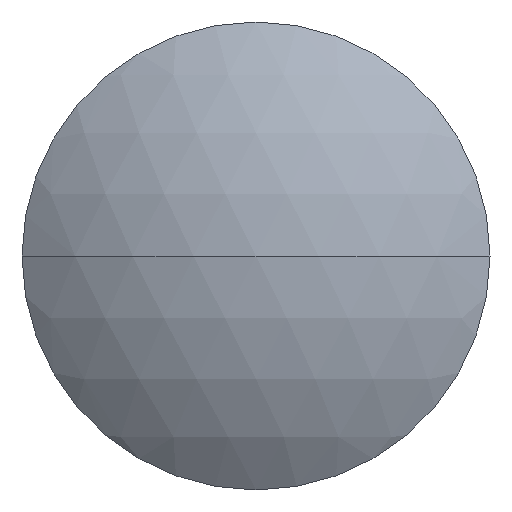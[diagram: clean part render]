
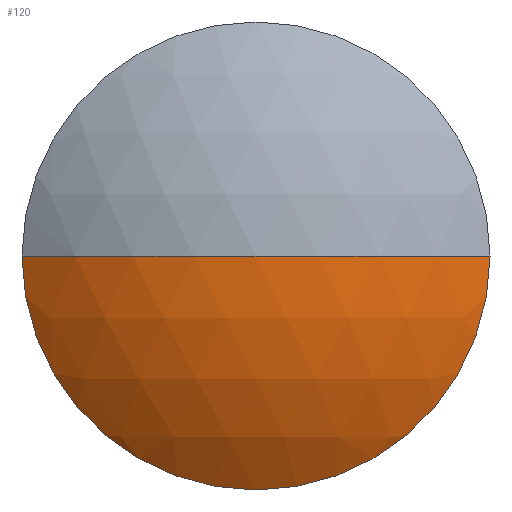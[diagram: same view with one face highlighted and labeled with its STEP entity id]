
A CAD part, left-side view. The second image highlights one B-rep face of the part: STEP entity #120.
In plain terms, the highlighted spherical face has radius 8.34 mm.
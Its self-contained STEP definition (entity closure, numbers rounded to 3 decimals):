
#12 = DIRECTION ( 'NONE',  ( 0., 0., 1. ) ) ;
#18 = CARTESIAN_POINT ( 'NONE',  ( 33.289, 19.14, 0. ) ) ;
#24 = DIRECTION ( 'NONE',  ( 0., 0., 1. ) ) ;
#37 = DIRECTION ( 'NONE',  ( 0., 1., 0. ) ) ;
#39 = EDGE_CURVE ( 'NONE', #313, #106, #89, .T. ) ;
#51 = DIRECTION ( 'NONE',  ( -1., 0., 0. ) ) ;
#52 = EDGE_CURVE ( 'NONE', #313, #228, #273, .T. ) ;
#66 = FACE_OUTER_BOUND ( 'NONE', #270, .T. ) ;
#68 = AXIS2_PLACEMENT_3D ( 'NONE', #314, #51, #24 ) ;
#72 = VERTEX_POINT ( 'NONE', #344 ) ;
#75 = DIRECTION ( 'NONE',  ( 0., 0., 1. ) ) ;
#89 = CIRCLE ( 'NONE', #68, 5. ) ;
#93 = AXIS2_PLACEMENT_3D ( 'NONE', #242, #75, #262 ) ;
#106 = VERTEX_POINT ( 'NONE', #224 ) ;
#115 = AXIS2_PLACEMENT_3D ( 'NONE', #151, #326, #235 ) ;
#120 = ADVANCED_FACE ( 'NONE', ( #66 ), #212, .T. ) ;
#143 = CIRCLE ( 'NONE', #265, 5. ) ;
#151 = CARTESIAN_POINT ( 'NONE',  ( 39.964, 19.14, 0. ) ) ;
#153 = CARTESIAN_POINT ( 'NONE',  ( 31.624, 19.14, 0. ) ) ;
#164 = CIRCLE ( 'NONE', #115, 8.34 ) ;
#167 = ORIENTED_EDGE ( 'NONE', *, *, #52, .F. ) ;
#177 = CARTESIAN_POINT ( 'NONE',  ( 39.964, 19.14, 0. ) ) ;
#178 = ORIENTED_EDGE ( 'NONE', *, *, #39, .T. ) ;
#183 = DIRECTION ( 'NONE',  ( -1., 0., 0. ) ) ;
#212 = SPHERICAL_SURFACE ( 'NONE', #323, 8.34 ) ;
#223 = CARTESIAN_POINT ( 'NONE',  ( 33.289, 24.14, 0. ) ) ;
#224 = CARTESIAN_POINT ( 'NONE',  ( 33.289, 19.14, -5. ) ) ;
#228 = VERTEX_POINT ( 'NONE', #153 ) ;
#235 = DIRECTION ( 'NONE',  ( 0., 1., 0. ) ) ;
#240 = ORIENTED_EDGE ( 'NONE', *, *, #246, .T. ) ;
#242 = CARTESIAN_POINT ( 'NONE',  ( 39.964, 19.14, 0. ) ) ;
#246 = EDGE_CURVE ( 'NONE', #106, #72, #143, .T. ) ;
#262 = DIRECTION ( 'NONE',  ( 1., 0., 0. ) ) ;
#265 = AXIS2_PLACEMENT_3D ( 'NONE', #18, #183, #12 ) ;
#268 = DIRECTION ( 'NONE',  ( 0., 0., -1. ) ) ;
#270 = EDGE_LOOP ( 'NONE', ( #178, #240, #298, #167 ) ) ;
#273 = CIRCLE ( 'NONE', #93, 8.34 ) ;
#286 = EDGE_CURVE ( 'NONE', #72, #228, #164, .T. ) ;
#298 = ORIENTED_EDGE ( 'NONE', *, *, #286, .T. ) ;
#313 = VERTEX_POINT ( 'NONE', #223 ) ;
#314 = CARTESIAN_POINT ( 'NONE',  ( 33.289, 19.14, 0. ) ) ;
#323 = AXIS2_PLACEMENT_3D ( 'NONE', #177, #268, #37 ) ;
#326 = DIRECTION ( 'NONE',  ( 0., 0., -1. ) ) ;
#344 = CARTESIAN_POINT ( 'NONE',  ( 33.289, 14.14, 0. ) ) ;
